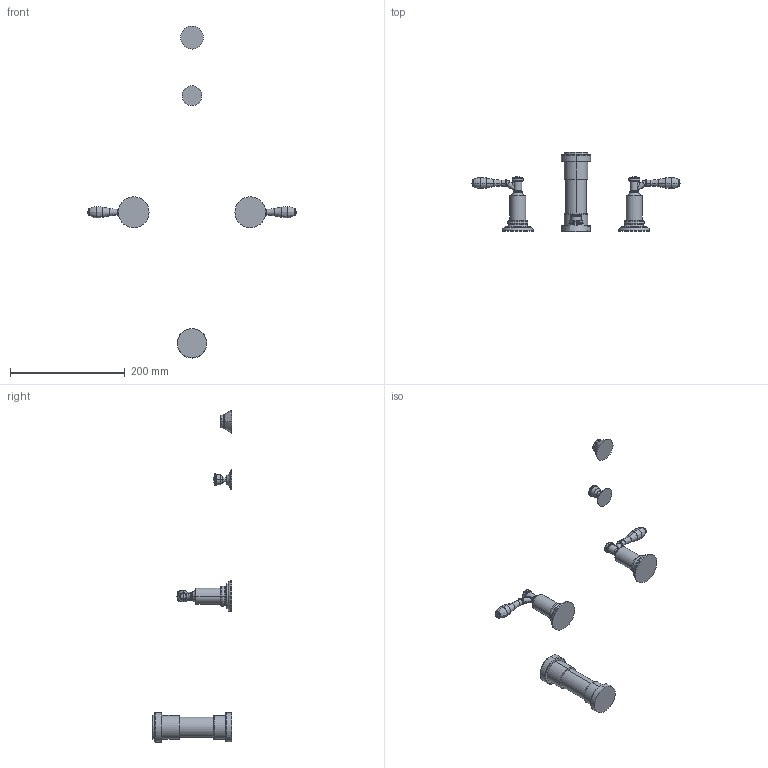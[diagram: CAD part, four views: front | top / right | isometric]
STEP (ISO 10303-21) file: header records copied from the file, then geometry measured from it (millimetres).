
FILE_DESCRIPTION((''),'2;1');
FILE_NAME('2559','2021-01-29T13:40:19',('jinson.thomas'),(''),'CREO PARAMETRIC BY PTC INC, 2018400','CREO PARAMETRIC BY PTC INC, 2018400','');
FILE_SCHEMA(('CONFIG_CONTROL_DESIGN'));
Length unit declared in the file: inch
Products named in the file (1): 2559
Bounding box: 363.22 x 138.3 x 579.12 mm (x, y, z)
Volume: 347019.4 mm3; surface area: 63965.3 mm2
Topology: 5 solids, 5 shells, 798 faces, 1777 edges, 1011 vertices
Faces by surface type: plane 243, cylinder 225, bspline 200, torus 106, cone 14, sphere 10
Entity records: 31531 total; most frequent: CARTESIAN_POINT 15504, ORIENTED_EDGE 3534, DIRECTION 3078, EDGE_CURVE 1767, AXIS2_PLACEMENT_3D 1320, VERTEX_POINT 1011, EDGE_LOOP 830, FACE_OUTER_BOUND 798
